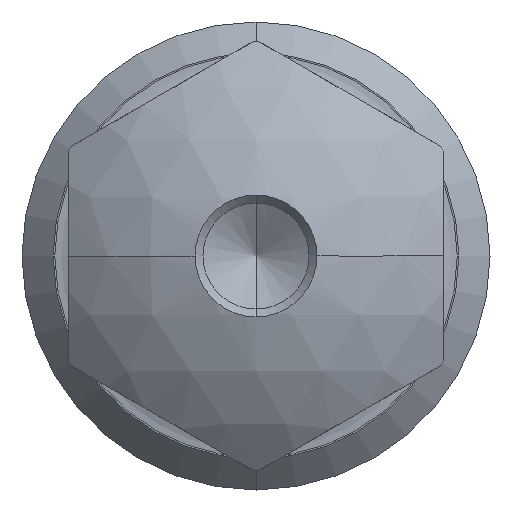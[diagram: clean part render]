
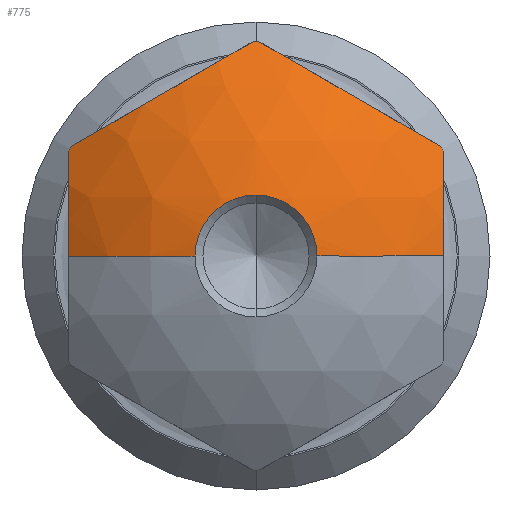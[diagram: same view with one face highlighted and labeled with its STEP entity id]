
A CAD part, front view. The second image highlights one B-rep face of the part: STEP entity #775.
In plain terms, the highlighted spherical face has radius 20 mm.
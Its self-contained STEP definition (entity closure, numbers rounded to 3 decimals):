
#1 = ORIENTED_EDGE ( 'NONE', *, *, #690, .F. ) ;
#17 = CARTESIAN_POINT ( 'NONE',  ( 0., -15.906, 0. ) ) ;
#31 = DIRECTION ( 'NONE',  ( 1., 0., 0. ) ) ;
#56 = ORIENTED_EDGE ( 'NONE', *, *, #585, .F. ) ;
#66 = SPHERICAL_SURFACE ( 'NONE', #935, 20. ) ;
#69 = CARTESIAN_POINT ( 'NONE',  ( -0.186, -10.815, 13.749 ) ) ;
#70 = AXIS2_PLACEMENT_3D ( 'NONE', #94, #278, #291 ) ;
#83 = EDGE_CURVE ( 'NONE', #514, #1292, #481, .T. ) ;
#93 = DIRECTION ( 'NONE',  ( 0., 0., 1. ) ) ;
#94 = CARTESIAN_POINT ( 'NONE',  ( 6., 3.709, 10.392 ) ) ;
#109 = CARTESIAN_POINT ( 'NONE',  ( 0., -10.815, 13.75 ) ) ;
#118 = DIRECTION ( 'NONE',  ( 0., 0., 1. ) ) ;
#128 = DIRECTION ( 'NONE',  ( 0., 1., 0. ) ) ;
#131 = AXIS2_PLACEMENT_3D ( 'NONE', #492, #444, #703 ) ;
#148 = EDGE_CURVE ( 'NONE', #1079, #694, #1002, .T. ) ;
#150 = EDGE_CURVE ( 'NONE', #694, #325, #229, .T. ) ;
#180 = ORIENTED_EDGE ( 'NONE', *, *, #367, .F. ) ;
#204 = CARTESIAN_POINT ( 'NONE',  ( 0., 3.709, 0. ) ) ;
#209 = VERTEX_POINT ( 'NONE', #109 ) ;
#229 = CIRCLE ( 'NONE', #336, 20. ) ;
#231 = VERTEX_POINT ( 'NONE', #1270 ) ;
#263 = AXIS2_PLACEMENT_3D ( 'NONE', #292, #438, #1215 ) ;
#278 = DIRECTION ( 'NONE',  ( 0.5, 0., 0.866 ) ) ;
#291 = DIRECTION ( 'NONE',  ( -0.866, 0., 0.5 ) ) ;
#292 = CARTESIAN_POINT ( 'NONE',  ( 0., -15.906, 0. ) ) ;
#310 = AXIS2_PLACEMENT_3D ( 'NONE', #17, #735, #118 ) ;
#321 = CIRCLE ( 'NONE', #1089, 13.75 ) ;
#325 = VERTEX_POINT ( 'NONE', #389 ) ;
#326 = DIRECTION ( 'NONE',  ( 0., 0., -1. ) ) ;
#336 = AXIS2_PLACEMENT_3D ( 'NONE', #204, #1142, #348 ) ;
#348 = DIRECTION ( 'NONE',  ( 1., 0., 0. ) ) ;
#350 = ORIENTED_EDGE ( 'NONE', *, *, #83, .F. ) ;
#360 = CIRCLE ( 'NONE', #508, 13.75 ) ;
#365 = ORIENTED_EDGE ( 'NONE', *, *, #148, .T. ) ;
#367 = EDGE_CURVE ( 'NONE', #482, #231, #1132, .T. ) ;
#389 = CARTESIAN_POINT ( 'NONE',  ( 12., -12.291, 0. ) ) ;
#401 = FACE_OUTER_BOUND ( 'NONE', #453, .T. ) ;
#409 = CARTESIAN_POINT ( 'NONE',  ( -12., -12.291, 0. ) ) ;
#438 = DIRECTION ( 'NONE',  ( 0., 1., 0. ) ) ;
#444 = DIRECTION ( 'NONE',  ( -1., 0., 0. ) ) ;
#453 = EDGE_LOOP ( 'NONE', ( #1187, #365, #555, #733, #565, #180, #56, #1, #1160, #1179, #350, #1300 ) ) ;
#470 = CIRCLE ( 'NONE', #310, 3.906 ) ;
#481 = CIRCLE ( 'NONE', #131, 16. ) ;
#482 = VERTEX_POINT ( 'NONE', #518 ) ;
#492 = CARTESIAN_POINT ( 'NONE',  ( -12., 3.709, 0. ) ) ;
#494 = CARTESIAN_POINT ( 'NONE',  ( 3.906, -15.906, 0. ) ) ;
#504 = DIRECTION ( 'NONE',  ( 0., 0., 1. ) ) ;
#508 = AXIS2_PLACEMENT_3D ( 'NONE', #688, #587, #1204 ) ;
#511 = AXIS2_PLACEMENT_3D ( 'NONE', #942, #326, #1041 ) ;
#512 = DIRECTION ( 'NONE',  ( -0.5, 0., 0.866 ) ) ;
#514 = VERTEX_POINT ( 'NONE', #409 ) ;
#518 = CARTESIAN_POINT ( 'NONE',  ( 0.186, -10.815, 13.749 ) ) ;
#523 = CARTESIAN_POINT ( 'NONE',  ( -12., -10.815, 6.713 ) ) ;
#524 = CIRCLE ( 'NONE', #1221, 16. ) ;
#542 = CARTESIAN_POINT ( 'NONE',  ( 0., -10.815, 0. ) ) ;
#554 = DIRECTION ( 'NONE',  ( 0., 1., 0. ) ) ;
#555 = ORIENTED_EDGE ( 'NONE', *, *, #150, .T. ) ;
#565 = ORIENTED_EDGE ( 'NONE', *, *, #1322, .F. ) ;
#574 = AXIS2_PLACEMENT_3D ( 'NONE', #1317, #699, #93 ) ;
#585 = EDGE_CURVE ( 'NONE', #209, #482, #736, .T. ) ;
#587 = DIRECTION ( 'NONE',  ( 0., 1., 0. ) ) ;
#636 = CARTESIAN_POINT ( 'NONE',  ( 12., 3.709, 0. ) ) ;
#687 = VERTEX_POINT ( 'NONE', #822 ) ;
#688 = CARTESIAN_POINT ( 'NONE',  ( 0., -10.815, 0. ) ) ;
#690 = EDGE_CURVE ( 'NONE', #978, #209, #360, .T. ) ;
#694 = VERTEX_POINT ( 'NONE', #494 ) ;
#699 = DIRECTION ( 'NONE',  ( 0., 1., 0. ) ) ;
#703 = DIRECTION ( 'NONE',  ( 0., 0., -1. ) ) ;
#728 = DIRECTION ( 'NONE',  ( -1., 0., 0. ) ) ;
#733 = ORIENTED_EDGE ( 'NONE', *, *, #1335, .F. ) ;
#735 = DIRECTION ( 'NONE',  ( 0., 1., 0. ) ) ;
#736 = CIRCLE ( 'NONE', #1295, 13.75 ) ;
#750 = CARTESIAN_POINT ( 'NONE',  ( 0., -10.815, 0. ) ) ;
#752 = DIRECTION ( 'NONE',  ( 0., 0., 1. ) ) ;
#758 = CIRCLE ( 'NONE', #511, 20. ) ;
#775 = ADVANCED_FACE ( 'NONE', ( #401 ), #66, .T. ) ;
#776 = EDGE_CURVE ( 'NONE', #1201, #978, #1125, .T. ) ;
#805 = CARTESIAN_POINT ( 'NONE',  ( 0., 3.709, 0. ) ) ;
#822 = CARTESIAN_POINT ( 'NONE',  ( 12., -10.815, 6.713 ) ) ;
#857 = DIRECTION ( 'NONE',  ( 0., 0., 1. ) ) ;
#872 = AXIS2_PLACEMENT_3D ( 'NONE', #1010, #512, #1241 ) ;
#928 = CARTESIAN_POINT ( 'NONE',  ( -11.814, -10.815, 7.036 ) ) ;
#935 = AXIS2_PLACEMENT_3D ( 'NONE', #805, #504, #728 ) ;
#942 = CARTESIAN_POINT ( 'NONE',  ( 0., 3.709, 0. ) ) ;
#978 = VERTEX_POINT ( 'NONE', #69 ) ;
#1002 = CIRCLE ( 'NONE', #263, 3.906 ) ;
#1010 = CARTESIAN_POINT ( 'NONE',  ( -6., 3.709, 10.392 ) ) ;
#1028 = CARTESIAN_POINT ( 'NONE',  ( 0., -15.906, 3.906 ) ) ;
#1041 = DIRECTION ( 'NONE',  ( -1., 0., 0. ) ) ;
#1079 = VERTEX_POINT ( 'NONE', #1028 ) ;
#1089 = AXIS2_PLACEMENT_3D ( 'NONE', #750, #128, #857 ) ;
#1108 = EDGE_CURVE ( 'NONE', #1237, #1079, #470, .T. ) ;
#1110 = EDGE_CURVE ( 'NONE', #1237, #514, #758, .T. ) ;
#1125 = CIRCLE ( 'NONE', #872, 16. ) ;
#1132 = CIRCLE ( 'NONE', #70, 16. ) ;
#1142 = DIRECTION ( 'NONE',  ( 0., 0., 1. ) ) ;
#1148 = EDGE_CURVE ( 'NONE', #1292, #1201, #1324, .T. ) ;
#1160 = ORIENTED_EDGE ( 'NONE', *, *, #776, .F. ) ;
#1175 = DIRECTION ( 'NONE',  ( 0., 0., 1. ) ) ;
#1179 = ORIENTED_EDGE ( 'NONE', *, *, #1148, .F. ) ;
#1187 = ORIENTED_EDGE ( 'NONE', *, *, #1108, .T. ) ;
#1201 = VERTEX_POINT ( 'NONE', #928 ) ;
#1204 = DIRECTION ( 'NONE',  ( 0., 0., 1. ) ) ;
#1215 = DIRECTION ( 'NONE',  ( 0., 0., 1. ) ) ;
#1221 = AXIS2_PLACEMENT_3D ( 'NONE', #636, #31, #752 ) ;
#1234 = CARTESIAN_POINT ( 'NONE',  ( -3.906, -15.906, 0. ) ) ;
#1237 = VERTEX_POINT ( 'NONE', #1234 ) ;
#1241 = DIRECTION ( 'NONE',  ( -0.866, 0., -0.5 ) ) ;
#1270 = CARTESIAN_POINT ( 'NONE',  ( 11.814, -10.815, 7.036 ) ) ;
#1292 = VERTEX_POINT ( 'NONE', #523 ) ;
#1295 = AXIS2_PLACEMENT_3D ( 'NONE', #542, #554, #1175 ) ;
#1300 = ORIENTED_EDGE ( 'NONE', *, *, #1110, .F. ) ;
#1317 = CARTESIAN_POINT ( 'NONE',  ( 0., -10.815, 0. ) ) ;
#1322 = EDGE_CURVE ( 'NONE', #231, #687, #321, .T. ) ;
#1324 = CIRCLE ( 'NONE', #574, 13.75 ) ;
#1335 = EDGE_CURVE ( 'NONE', #687, #325, #524, .T. ) ;
